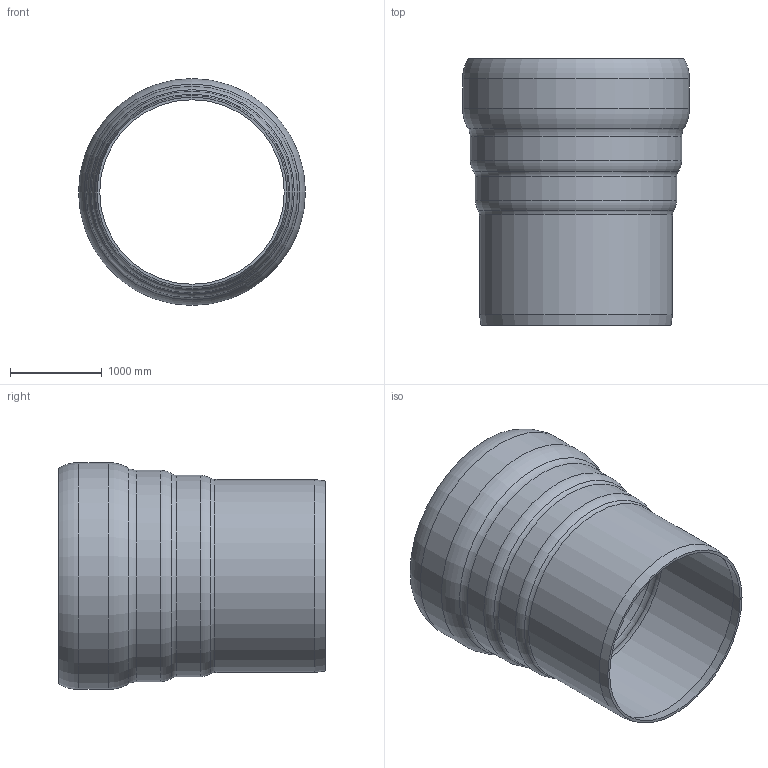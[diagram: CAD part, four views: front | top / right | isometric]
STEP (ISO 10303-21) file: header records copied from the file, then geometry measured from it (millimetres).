
FILE_DESCRIPTION(/* description */ (''),/* implementation_level */ '2;1');
FILE_NAME(/* name */ '00670.200X_3D.stp',/* time_stamp */ '2024-12-11T12:59:46+01:00',/* author */ ('CAD'),/* organization */ (''),/* preprocessor_version */ 'ST-DEVELOPER v20',/* originating_system */ 'AutoCAD Mechanical',/* authorisation */ '');
FILE_SCHEMA (('AUTOMOTIVE_DESIGN { 1 0 10303 214 3 1 1 }'));
Length unit declared in the file: centimetre
Products named in the file (1): Product
Bounding box: 2468 x 2900 x 2468 mm (x, y, z)
Volume: 592301238.2 mm3; surface area: 41284576.5 mm2
Topology: 1 solids, 1 shells, 26 faces, 64 edges, 40 vertices
Faces by surface type: torus 14, cylinder 8, plane 2, cone 2
Full cylindrical faces by diameter (mm): 2042 x1, 2100 x1, 2132 x1, 2190 x1, 2240 x1, 2298 x1, 2410 x1, 2468 x1
Entity records: 825 total; most frequent: DIRECTION 172, CARTESIAN_POINT 131, ORIENTED_EDGE 128, AXIS2_PLACEMENT_3D 81, EDGE_CURVE 64, CIRCLE 54, VERTEX_POINT 40, EDGE_LOOP 28
